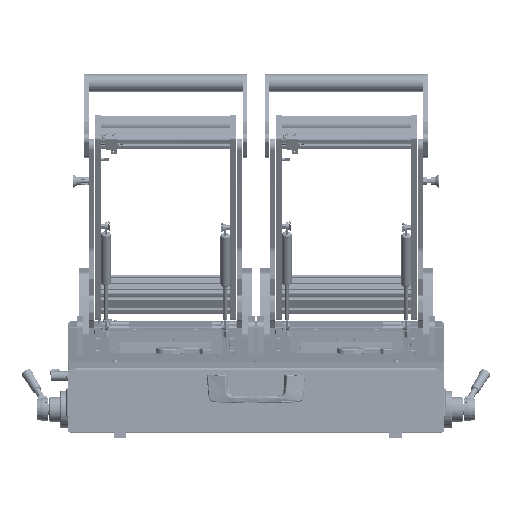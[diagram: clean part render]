
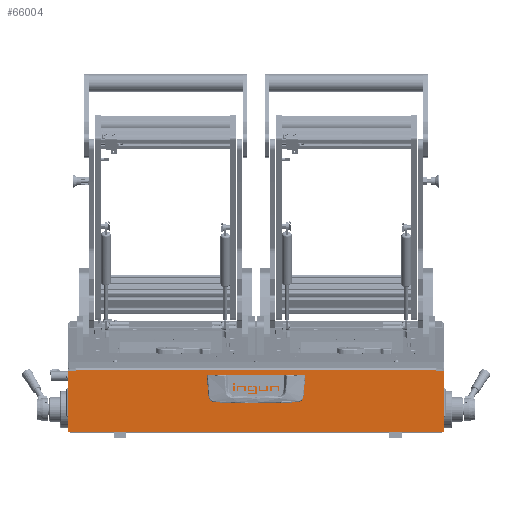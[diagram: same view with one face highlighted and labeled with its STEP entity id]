
A CAD part, top view. The second image highlights one B-rep face of the part: STEP entity #66004.
In plain terms, the highlighted face is planar.
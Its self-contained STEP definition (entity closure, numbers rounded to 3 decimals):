
#178 = CARTESIAN_POINT ( 'NONE',  ( -2., 9., 99.971 ) ) ;
#446 = EDGE_CURVE ( 'NONE', #139998, #8586, #48681, .T. ) ;
#1892 = VERTEX_POINT ( 'NONE', #19031 ) ;
#4411 = EDGE_CURVE ( 'NONE', #129592, #30916, #105085, .T. ) ;
#4951 = ORIENTED_EDGE ( 'NONE', *, *, #19083, .F. ) ;
#5029 = CARTESIAN_POINT ( 'NONE',  ( -2., 599., 100.53 ) ) ;
#5346 = VERTEX_POINT ( 'NONE', #118062 ) ;
#5843 = ORIENTED_EDGE ( 'NONE', *, *, #90512, .T. ) ;
#8586 = VERTEX_POINT ( 'NONE', #77762 ) ;
#9913 = ORIENTED_EDGE ( 'NONE', *, *, #446, .T. ) ;
#12493 = VECTOR ( 'NONE', #23309, 1000. ) ;
#15428 = CIRCLE ( 'NONE', #51171, 2. ) ;
#16906 = DIRECTION ( 'NONE',  ( 0., 1., 0. ) ) ;
#17260 = CARTESIAN_POINT ( 'NONE',  ( -2., -2., 2. ) ) ;
#19031 = CARTESIAN_POINT ( 'NONE',  ( -2., 610., 0. ) ) ;
#19083 = EDGE_CURVE ( 'NONE', #49105, #164363, #143407, .T. ) ;
#19698 = CARTESIAN_POINT ( 'NONE',  ( -2., 612., 2. ) ) ;
#20132 = EDGE_LOOP ( 'NONE', ( #134687, #150216 ) ) ;
#22152 = DIRECTION ( 'NONE',  ( 0., 1., 0. ) ) ;
#23309 = DIRECTION ( 'NONE',  ( 0., 0., -1. ) ) ;
#25115 = CARTESIAN_POINT ( 'NONE',  ( -2., -4., 100.53 ) ) ;
#26445 = EDGE_LOOP ( 'NONE', ( #159494, #4951 ) ) ;
#30916 = VERTEX_POINT ( 'NONE', #64816 ) ;
#33495 = DIRECTION ( 'NONE',  ( -1., 0., 0. ) ) ;
#37664 = AXIS2_PLACEMENT_3D ( 'NONE', #104718, #173322, #88158 ) ;
#48681 = LINE ( 'NONE', #174996, #131779 ) ;
#49044 = CARTESIAN_POINT ( 'NONE',  ( -2., 359., 73.7 ) ) ;
#49082 = EDGE_CURVE ( 'NONE', #114594, #166132, #56208, .T. ) ;
#49105 = VERTEX_POINT ( 'NONE', #121508 ) ;
#51171 = AXIS2_PLACEMENT_3D ( 'NONE', #96026, #154229, #84298 ) ;
#51328 = EDGE_CURVE ( 'NONE', #152439, #5346, #158286, .T. ) ;
#51374 = CARTESIAN_POINT ( 'NONE',  ( -2., 246., 73.7 ) ) ;
#53046 = VECTOR ( 'NONE', #16906, 1000. ) ;
#53203 = DIRECTION ( 'NONE',  ( 0., 1., 0. ) ) ;
#56208 = CIRCLE ( 'NONE', #107897, 3. ) ;
#58260 = DIRECTION ( 'NONE',  ( -1., 0., 0. ) ) ;
#60867 = FACE_OUTER_BOUND ( 'NONE', #107714, .T. ) ;
#61228 = DIRECTION ( 'NONE',  ( -1., 0., 0. ) ) ;
#62388 = CARTESIAN_POINT ( 'NONE',  ( -2., 362., 73.7 ) ) ;
#63083 = VERTEX_POINT ( 'NONE', #19698 ) ;
#63868 = DIRECTION ( 'NONE',  ( 1., 0., 0. ) ) ;
#64095 = CARTESIAN_POINT ( 'NONE',  ( -2., 612., 100.53 ) ) ;
#64773 = CARTESIAN_POINT ( 'NONE',  ( -2., -4., 100.53 ) ) ;
#64816 = CARTESIAN_POINT ( 'NONE',  ( -2., 9., 100.53 ) ) ;
#66004 = ADVANCED_FACE ( 'NONE', ( #89213, #84779, #60867 ), #176481, .F. ) ;
#66178 = CARTESIAN_POINT ( 'NONE',  ( -2., -4., 99.971 ) ) ;
#69241 = CARTESIAN_POINT ( 'NONE',  ( -2., 599., 99.971 ) ) ;
#69292 = ORIENTED_EDGE ( 'NONE', *, *, #136449, .T. ) ;
#70557 = LINE ( 'NONE', #64773, #143028 ) ;
#74643 = DIRECTION ( 'NONE',  ( 0., 1., 0. ) ) ;
#75206 = EDGE_CURVE ( 'NONE', #152439, #1892, #81339, .T. ) ;
#76141 = LINE ( 'NONE', #105865, #117776 ) ;
#77762 = CARTESIAN_POINT ( 'NONE',  ( -2., 612., 99.971 ) ) ;
#78207 = DIRECTION ( 'NONE',  ( 0., 1., 0. ) ) ;
#78712 = DIRECTION ( 'NONE',  ( 0., 0., -1. ) ) ;
#81339 = LINE ( 'NONE', #114728, #53046 ) ;
#84298 = DIRECTION ( 'NONE',  ( 0., 1., 0. ) ) ;
#84779 = FACE_BOUND ( 'NONE', #20132, .T. ) ;
#87505 = DIRECTION ( 'NONE',  ( 0., 0., 1. ) ) ;
#88158 = DIRECTION ( 'NONE',  ( 0., 1., 0. ) ) ;
#89213 = FACE_BOUND ( 'NONE', #26445, .T. ) ;
#90512 = EDGE_CURVE ( 'NONE', #63083, #1892, #15428, .T. ) ;
#92695 = AXIS2_PLACEMENT_3D ( 'NONE', #147782, #63868, #118950 ) ;
#92713 = DIRECTION ( 'NONE',  ( -1., 0., 0. ) ) ;
#92838 = CARTESIAN_POINT ( 'NONE',  ( -2., 599., 100.53 ) ) ;
#95068 = CARTESIAN_POINT ( 'NONE',  ( -2., -2., 0. ) ) ;
#96026 = CARTESIAN_POINT ( 'NONE',  ( -2., 610., 2. ) ) ;
#96245 = VECTOR ( 'NONE', #87505, 1000. ) ;
#96734 = EDGE_CURVE ( 'NONE', #8586, #63083, #122033, .T. ) ;
#99465 = CIRCLE ( 'NONE', #141379, 3. ) ;
#104718 = CARTESIAN_POINT ( 'NONE',  ( -2., 249., 73.7 ) ) ;
#105085 = LINE ( 'NONE', #143317, #96245 ) ;
#105865 = CARTESIAN_POINT ( 'NONE',  ( -2., -4., 99.971 ) ) ;
#106126 = ORIENTED_EDGE ( 'NONE', *, *, #51328, .T. ) ;
#106291 = AXIS2_PLACEMENT_3D ( 'NONE', #49044, #61228, #159825 ) ;
#106773 = DIRECTION ( 'NONE',  ( 0., -1., 0. ) ) ;
#107714 = EDGE_LOOP ( 'NONE', ( #163375, #179253, #119542, #69292, #139959, #9913, #120970, #5843, #167531, #106126 ) ) ;
#107897 = AXIS2_PLACEMENT_3D ( 'NONE', #176626, #92713, #106773 ) ;
#114594 = VERTEX_POINT ( 'NONE', #62388 ) ;
#114728 = CARTESIAN_POINT ( 'NONE',  ( -2., -4., 0. ) ) ;
#115241 = EDGE_CURVE ( 'NONE', #164363, #49105, #99465, .T. ) ;
#117776 = VECTOR ( 'NONE', #22152, 1000. ) ;
#118062 = CARTESIAN_POINT ( 'NONE',  ( -2., -4., 2. ) ) ;
#118950 = DIRECTION ( 'NONE',  ( 0., 1., 0. ) ) ;
#119542 = ORIENTED_EDGE ( 'NONE', *, *, #4411, .T. ) ;
#120970 = ORIENTED_EDGE ( 'NONE', *, *, #96734, .T. ) ;
#121508 = CARTESIAN_POINT ( 'NONE',  ( -2., 252., 73.7 ) ) ;
#122033 = LINE ( 'NONE', #64095, #154931 ) ;
#122820 = DIRECTION ( 'NONE',  ( 0., 0., -1. ) ) ;
#123462 = CIRCLE ( 'NONE', #106291, 3. ) ;
#126902 = EDGE_CURVE ( 'NONE', #134329, #5346, #143842, .T. ) ;
#129592 = VERTEX_POINT ( 'NONE', #178 ) ;
#129917 = VERTEX_POINT ( 'NONE', #5029 ) ;
#130700 = CARTESIAN_POINT ( 'NONE',  ( -2., 249., 73.7 ) ) ;
#131779 = VECTOR ( 'NONE', #53203, 1000. ) ;
#134329 = VERTEX_POINT ( 'NONE', #66178 ) ;
#134687 = ORIENTED_EDGE ( 'NONE', *, *, #153289, .F. ) ;
#136449 = EDGE_CURVE ( 'NONE', #30916, #129917, #70557, .T. ) ;
#139959 = ORIENTED_EDGE ( 'NONE', *, *, #165786, .T. ) ;
#139998 = VERTEX_POINT ( 'NONE', #69241 ) ;
#141379 = AXIS2_PLACEMENT_3D ( 'NONE', #130700, #33495, #145470 ) ;
#141448 = EDGE_CURVE ( 'NONE', #134329, #129592, #76141, .T. ) ;
#143028 = VECTOR ( 'NONE', #78207, 1000. ) ;
#143317 = CARTESIAN_POINT ( 'NONE',  ( -2., 9., 100.53 ) ) ;
#143407 = CIRCLE ( 'NONE', #37664, 3. ) ;
#143842 = LINE ( 'NONE', #25115, #12493 ) ;
#144219 = CARTESIAN_POINT ( 'NONE',  ( -2., 356., 73.7 ) ) ;
#145470 = DIRECTION ( 'NONE',  ( 0., 1., 0. ) ) ;
#147782 = CARTESIAN_POINT ( 'NONE',  ( -2., -4., 100.53 ) ) ;
#150216 = ORIENTED_EDGE ( 'NONE', *, *, #49082, .F. ) ;
#152439 = VERTEX_POINT ( 'NONE', #95068 ) ;
#153289 = EDGE_CURVE ( 'NONE', #166132, #114594, #123462, .T. ) ;
#154229 = DIRECTION ( 'NONE',  ( -1., 0., 0. ) ) ;
#154931 = VECTOR ( 'NONE', #78712, 1000. ) ;
#158286 = CIRCLE ( 'NONE', #179934, 2. ) ;
#159494 = ORIENTED_EDGE ( 'NONE', *, *, #115241, .F. ) ;
#159825 = DIRECTION ( 'NONE',  ( 0., -1., 0. ) ) ;
#163375 = ORIENTED_EDGE ( 'NONE', *, *, #126902, .F. ) ;
#164363 = VERTEX_POINT ( 'NONE', #51374 ) ;
#165786 = EDGE_CURVE ( 'NONE', #129917, #139998, #176814, .T. ) ;
#165968 = VECTOR ( 'NONE', #122820, 1000. ) ;
#166132 = VERTEX_POINT ( 'NONE', #144219 ) ;
#167531 = ORIENTED_EDGE ( 'NONE', *, *, #75206, .F. ) ;
#173322 = DIRECTION ( 'NONE',  ( -1., 0., 0. ) ) ;
#174996 = CARTESIAN_POINT ( 'NONE',  ( -2., -4., 99.971 ) ) ;
#176481 = PLANE ( 'NONE',  #92695 ) ;
#176626 = CARTESIAN_POINT ( 'NONE',  ( -2., 359., 73.7 ) ) ;
#176814 = LINE ( 'NONE', #92838, #165968 ) ;
#179253 = ORIENTED_EDGE ( 'NONE', *, *, #141448, .T. ) ;
#179934 = AXIS2_PLACEMENT_3D ( 'NONE', #17260, #58260, #74643 ) ;
